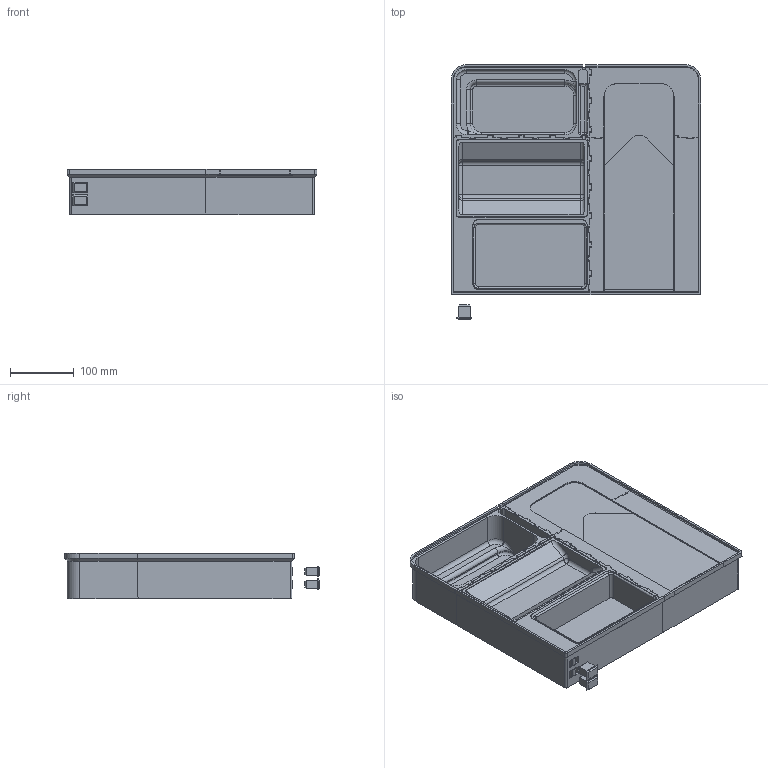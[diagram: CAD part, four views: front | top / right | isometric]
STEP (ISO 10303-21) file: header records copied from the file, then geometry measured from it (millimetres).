
FILE_DESCRIPTION(/* description */ (''),/* implementation_level */ '2;1');
FILE_NAME(/* name */ 'P1 Filter B6.step',/* time_stamp */ '2026-02-24T13:24:02-07:00',/* author */ (''),/* organization */ (''),/* preprocessor_version */ 'ST-DEVELOPER v20.1',/* originating_system */ 'Autodesk Translation Framework v14.24.0.0',/* authorisation */ '');
FILE_SCHEMA (('AUTOMOTIVE_DESIGN { 1 0 10303 214 3 1 1 }'));
Length unit declared in the file: millimetre
Products named in the file (1): P1 Filter
Bounding box: 391.5 x 399.5 x 71 mm (x, y, z)
Volume: 2897759.8 mm3; surface area: 1005800 mm2
Topology: 11 solids, 11 shells, 1576 faces, 4577 edges, 2971 vertices
Faces by surface type: plane 943, cylinder 415, bspline 159, cone 28, torus 20, sphere 11
Full cylindrical faces by diameter (mm): 4.6 x9, 64.3 x1
Entity records: 54410 total; most frequent: CARTESIAN_POINT 13184, ORIENTED_EDGE 9150, DIRECTION 8026, EDGE_CURVE 4575, LINE 3288, VECTOR 3288, VERTEX_POINT 2971, AXIS2_PLACEMENT_3D 2369
